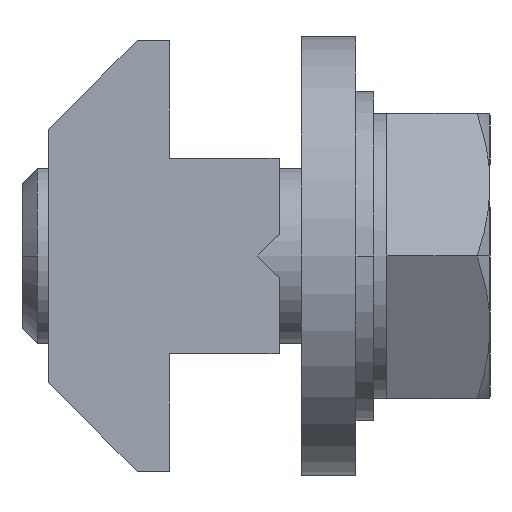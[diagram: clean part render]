
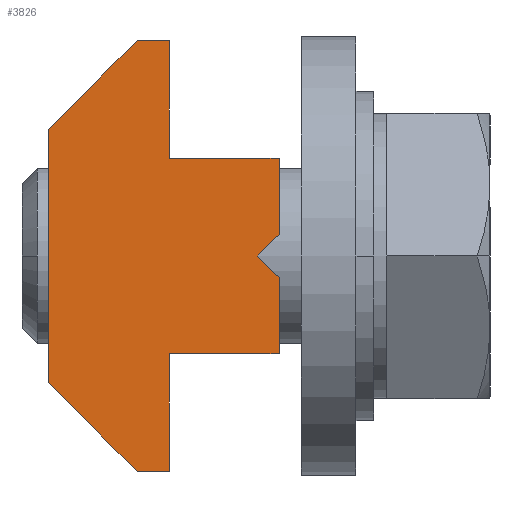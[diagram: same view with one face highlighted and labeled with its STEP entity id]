
A CAD part, left-side view. The second image highlights one B-rep face of the part: STEP entity #3826.
In plain terms, the highlighted planar face has unit normal (-1, 0, 0).
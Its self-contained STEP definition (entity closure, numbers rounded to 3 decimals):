
#183 = VERTEX_POINT ( 'NONE', #17252 ) ;
#424 = LINE ( 'NONE', #16486, #13935 ) ;
#935 = VERTEX_POINT ( 'NONE', #8979 ) ;
#1326 = CARTESIAN_POINT ( 'NONE',  ( -90., 5., -4.45 ) ) ;
#1374 = CARTESIAN_POINT ( 'NONE',  ( -90., 5., 0. ) ) ;
#1571 = PLANE ( 'NONE',  #2318 ) ;
#1724 = CARTESIAN_POINT ( 'NONE',  ( -90., 10.5, -5.759 ) ) ;
#1934 = LINE ( 'NONE', #16237, #13636 ) ;
#2012 = DIRECTION ( 'NONE',  ( 0., 1., 0. ) ) ;
#2318 = AXIS2_PLACEMENT_3D ( 'NONE', #23161, #17866, #15878 ) ;
#2391 = EDGE_CURVE ( 'NONE', #6718, #4139, #6877, .T. ) ;
#2572 = VECTOR ( 'NONE', #12384, 1000. ) ;
#2655 = VERTEX_POINT ( 'NONE', #16610 ) ;
#2988 = ORIENTED_EDGE ( 'NONE', *, *, #2391, .F. ) ;
#3032 = DIRECTION ( 'NONE',  ( 0., 0.707, -0.707 ) ) ;
#3103 = ORIENTED_EDGE ( 'NONE', *, *, #7634, .T. ) ;
#3481 = DIRECTION ( 'NONE',  ( 0., -0.707, -0.707 ) ) ;
#3826 = ADVANCED_FACE ( 'NONE', ( #10708 ), #1571, .T. ) ;
#3910 = CARTESIAN_POINT ( 'NONE',  ( -90., 0., 1. ) ) ;
#4139 = VERTEX_POINT ( 'NONE', #9488 ) ;
#5098 = ORIENTED_EDGE ( 'NONE', *, *, #13127, .T. ) ;
#5619 = VERTEX_POINT ( 'NONE', #3910 ) ;
#5848 = ORIENTED_EDGE ( 'NONE', *, *, #13431, .F. ) ;
#6185 = ORIENTED_EDGE ( 'NONE', *, *, #14115, .F. ) ;
#6261 = CARTESIAN_POINT ( 'NONE',  ( -90., 0., 0. ) ) ;
#6375 = LINE ( 'NONE', #6261, #21921 ) ;
#6464 = DIRECTION ( 'NONE',  ( 0., -1., 0. ) ) ;
#6476 = EDGE_CURVE ( 'NONE', #18026, #21057, #16751, .T. ) ;
#6672 = EDGE_CURVE ( 'NONE', #935, #20101, #22735, .T. ) ;
#6718 = VERTEX_POINT ( 'NONE', #19091 ) ;
#6877 = LINE ( 'NONE', #1724, #2572 ) ;
#7326 = DIRECTION ( 'NONE',  ( 0., 0., 1. ) ) ;
#7423 = EDGE_CURVE ( 'NONE', #5619, #12306, #6375, .T. ) ;
#7429 = DIRECTION ( 'NONE',  ( 0., -0.707, -0.707 ) ) ;
#7634 = EDGE_CURVE ( 'NONE', #6718, #9548, #1934, .T. ) ;
#7869 = ORIENTED_EDGE ( 'NONE', *, *, #9581, .T. ) ;
#7936 = DIRECTION ( 'NONE',  ( 0., 0., 1. ) ) ;
#8116 = CARTESIAN_POINT ( 'NONE',  ( -90., 1., 0. ) ) ;
#8229 = LINE ( 'NONE', #1326, #17412 ) ;
#8257 = DIRECTION ( 'NONE',  ( 0., -0.707, 0.707 ) ) ;
#8281 = DIRECTION ( 'NONE',  ( 0., 0., 1. ) ) ;
#8373 = CARTESIAN_POINT ( 'NONE',  ( -90., 6.459, 9.8 ) ) ;
#8979 = CARTESIAN_POINT ( 'NONE',  ( -90., 5., -9.8 ) ) ;
#9195 = CARTESIAN_POINT ( 'NONE',  ( -90., 0., 4.45 ) ) ;
#9488 = CARTESIAN_POINT ( 'NONE',  ( -90., 10.5, 5.759 ) ) ;
#9548 = VERTEX_POINT ( 'NONE', #22802 ) ;
#9581 = EDGE_CURVE ( 'NONE', #20101, #2655, #8229, .T. ) ;
#9708 = EDGE_CURVE ( 'NONE', #21057, #183, #12685, .T. ) ;
#9812 = DIRECTION ( 'NONE',  ( 0., 1., 0. ) ) ;
#9961 = LINE ( 'NONE', #13830, #20128 ) ;
#10235 = EDGE_CURVE ( 'NONE', #935, #9548, #9961, .T. ) ;
#10502 = CARTESIAN_POINT ( 'NONE',  ( -90., 1., 0. ) ) ;
#10520 = ORIENTED_EDGE ( 'NONE', *, *, #15337, .F. ) ;
#10592 = ORIENTED_EDGE ( 'NONE', *, *, #15538, .T. ) ;
#10708 = FACE_OUTER_BOUND ( 'NONE', #13266, .T. ) ;
#11501 = VECTOR ( 'NONE', #9812, 1000. ) ;
#11652 = DIRECTION ( 'NONE',  ( 0., 0., 1. ) ) ;
#11893 = LINE ( 'NONE', #8373, #19028 ) ;
#12306 = VERTEX_POINT ( 'NONE', #9195 ) ;
#12384 = DIRECTION ( 'NONE',  ( 0., 0., 1. ) ) ;
#12685 = LINE ( 'NONE', #21745, #22668 ) ;
#12780 = CARTESIAN_POINT ( 'NONE',  ( -90., 5., -4.45 ) ) ;
#13127 = EDGE_CURVE ( 'NONE', #12306, #18026, #20281, .T. ) ;
#13266 = EDGE_LOOP ( 'NONE', ( #10592, #10520, #5848, #18906, #5098, #21247, #22861, #6185, #2988, #3103, #20838, #16915, #7869 ) ) ;
#13431 = EDGE_CURVE ( 'NONE', #5619, #17285, #19096, .T. ) ;
#13636 = VECTOR ( 'NONE', #7429, 1000. ) ;
#13830 = CARTESIAN_POINT ( 'NONE',  ( -90., 5., -9.8 ) ) ;
#13935 = VECTOR ( 'NONE', #7326, 1000. ) ;
#14115 = EDGE_CURVE ( 'NONE', #4139, #183, #11893, .T. ) ;
#15337 = EDGE_CURVE ( 'NONE', #17285, #17258, #17787, .T. ) ;
#15538 = EDGE_CURVE ( 'NONE', #2655, #17258, #424, .T. ) ;
#15878 = DIRECTION ( 'NONE',  ( 0., 0., -1. ) ) ;
#16186 = VECTOR ( 'NONE', #3481, 1000. ) ;
#16237 = CARTESIAN_POINT ( 'NONE',  ( -90., 10.5, -5.759 ) ) ;
#16486 = CARTESIAN_POINT ( 'NONE',  ( -90., 0., 0. ) ) ;
#16610 = CARTESIAN_POINT ( 'NONE',  ( -90., 0., -4.45 ) ) ;
#16751 = LINE ( 'NONE', #18627, #17367 ) ;
#16915 = ORIENTED_EDGE ( 'NONE', *, *, #6672, .T. ) ;
#17252 = CARTESIAN_POINT ( 'NONE',  ( -90., 6.459, 9.8 ) ) ;
#17258 = VERTEX_POINT ( 'NONE', #20572 ) ;
#17285 = VERTEX_POINT ( 'NONE', #8116 ) ;
#17367 = VECTOR ( 'NONE', #7936, 1000. ) ;
#17412 = VECTOR ( 'NONE', #6464, 1000. ) ;
#17676 = CARTESIAN_POINT ( 'NONE',  ( -90., 1., 0. ) ) ;
#17787 = LINE ( 'NONE', #10502, #16186 ) ;
#17866 = DIRECTION ( 'NONE',  ( -1., 0., 0. ) ) ;
#17985 = CARTESIAN_POINT ( 'NONE',  ( -90., 5., 9.8 ) ) ;
#18026 = VERTEX_POINT ( 'NONE', #21249 ) ;
#18627 = CARTESIAN_POINT ( 'NONE',  ( -90., 5., 0. ) ) ;
#18745 = CARTESIAN_POINT ( 'NONE',  ( -90., 5., 4.45 ) ) ;
#18906 = ORIENTED_EDGE ( 'NONE', *, *, #7423, .T. ) ;
#19010 = DIRECTION ( 'NONE',  ( 0., 1., 0. ) ) ;
#19028 = VECTOR ( 'NONE', #8257, 1000. ) ;
#19091 = CARTESIAN_POINT ( 'NONE',  ( -90., 10.5, -5.759 ) ) ;
#19096 = LINE ( 'NONE', #17676, #20913 ) ;
#20101 = VERTEX_POINT ( 'NONE', #12780 ) ;
#20128 = VECTOR ( 'NONE', #19010, 1000. ) ;
#20281 = LINE ( 'NONE', #18745, #11501 ) ;
#20572 = CARTESIAN_POINT ( 'NONE',  ( -90., 0., -1. ) ) ;
#20838 = ORIENTED_EDGE ( 'NONE', *, *, #10235, .F. ) ;
#20913 = VECTOR ( 'NONE', #3032, 1000. ) ;
#21057 = VERTEX_POINT ( 'NONE', #17985 ) ;
#21159 = VECTOR ( 'NONE', #8281, 1000. ) ;
#21247 = ORIENTED_EDGE ( 'NONE', *, *, #6476, .T. ) ;
#21249 = CARTESIAN_POINT ( 'NONE',  ( -90., 5., 4.45 ) ) ;
#21745 = CARTESIAN_POINT ( 'NONE',  ( -90., 5., 9.8 ) ) ;
#21921 = VECTOR ( 'NONE', #11652, 1000. ) ;
#22668 = VECTOR ( 'NONE', #2012, 1000. ) ;
#22735 = LINE ( 'NONE', #1374, #21159 ) ;
#22802 = CARTESIAN_POINT ( 'NONE',  ( -90., 6.459, -9.8 ) ) ;
#22861 = ORIENTED_EDGE ( 'NONE', *, *, #9708, .T. ) ;
#23161 = CARTESIAN_POINT ( 'NONE',  ( -90., 5., 0. ) ) ;
